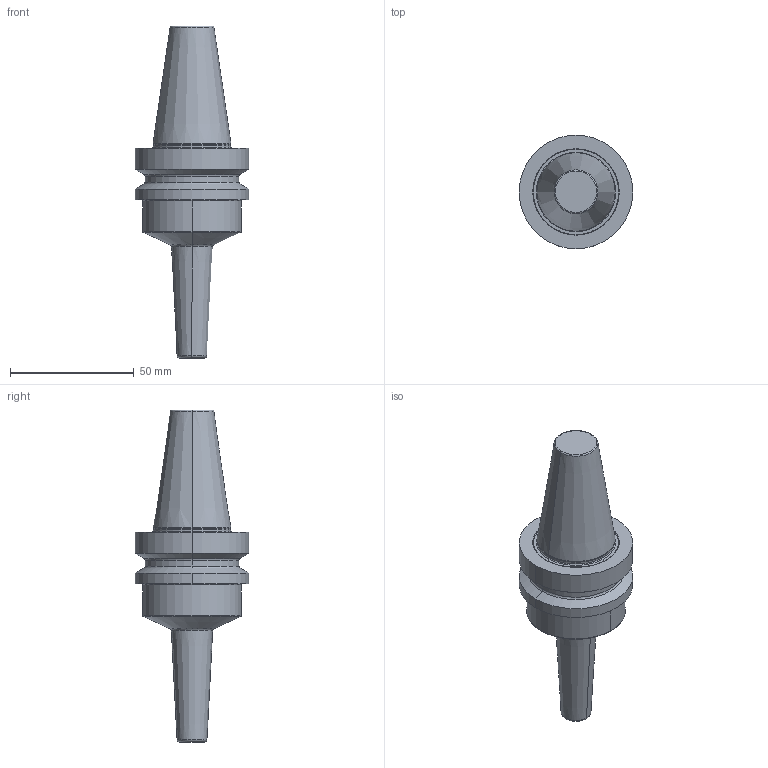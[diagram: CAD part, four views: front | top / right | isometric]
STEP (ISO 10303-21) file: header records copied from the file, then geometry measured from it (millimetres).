
FILE_DESCRIPTION((''),'2;1');
FILE_NAME('606700716-000-00-E43','2016-08-16T',('Liebchenm'),(''),'PRO/ENGINEER BY PARAMETRIC TECHNOLOGY CORPORATION, 2011220','PRO/ENGINEER BY PARAMETRIC TECHNOLOGY CORPORATION, 2011220','');
FILE_SCHEMA(('AUTOMOTIVE_DESIGN_CC2 { 1 2 10303 214 -1 1 5 2 }'));
Length unit declared in the file: millimetre
Products named in the file (1): 606700716-000-00-E43
Bounding box: 46 x 46 x 134.4 mm (x, y, z)
Volume: 83458 mm3; surface area: 14135.4 mm2
Topology: 1 solids, 1 shells, 54 faces, 107 edges, 60 vertices
Faces by surface type: torus 22, cone 14, cylinder 12, plane 6
Entity records: 1791 total; most frequent: DIRECTION 301, CARTESIAN_POINT 222, ORIENTED_EDGE 212, AXIS2_PLACEMENT_3D 137, PRESENTATION_STYLE_ASSIGNMENT 111, STYLED_ITEM 111, CURVE_STYLE 110, EDGE_CURVE 106
